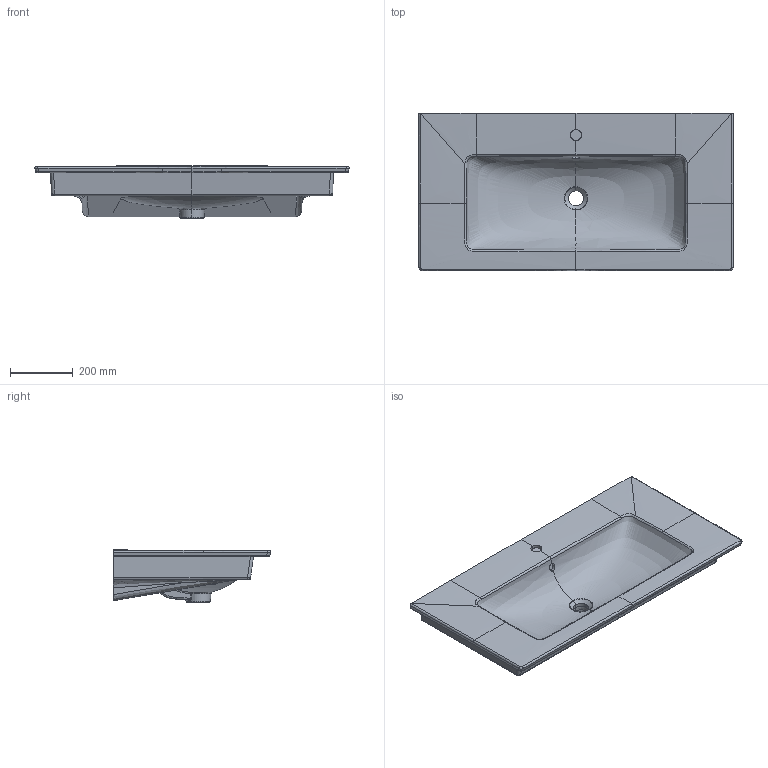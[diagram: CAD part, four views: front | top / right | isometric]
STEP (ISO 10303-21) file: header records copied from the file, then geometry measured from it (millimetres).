
FILE_DESCRIPTION(/* description */ (''),/* implementation_level */ '2;1');
FILE_NAME(/* name */ '4104AL_Venticello_SWT_100.stp',/* time_stamp */ '2018-11-19T10:12:31+01:00',/* author */ (''),/* organization */ (''),/* preprocessor_version */ 'ST-DEVELOPER v16',/* originating_system */ 'SIEMENS PLM Software NX 10.0',/* authorisation */ '');
FILE_SCHEMA (('AUTOMOTIVE_DESIGN { 1 0 10303 214 3 1 1 1 }'));
Length unit declared in the file: millimetre
Products named in the file (1): Sier0A7417F9ff0s
Bounding box: 1000 x 500.02 x 166.74 mm (x, y, z)
Volume: 32285161.8 mm3; surface area: 1409644.3 mm2
Topology: 1 solids, 1 shells, 230 faces, 631 edges, 399 vertices
Faces by surface type: bspline 129, cylinder 42, plane 37, torus 12, extrusion 6, cone 4
Entity records: 24556 total; most frequent: CARTESIAN_POINT 19959, ORIENTED_EDGE 1234, EDGE_CURVE 617, DIRECTION 550, VERTEX_POINT 397, B_SPLINE_CURVE_WITH_KNOTS 361, EDGE_LOOP 240, ADVANCED_FACE 230
